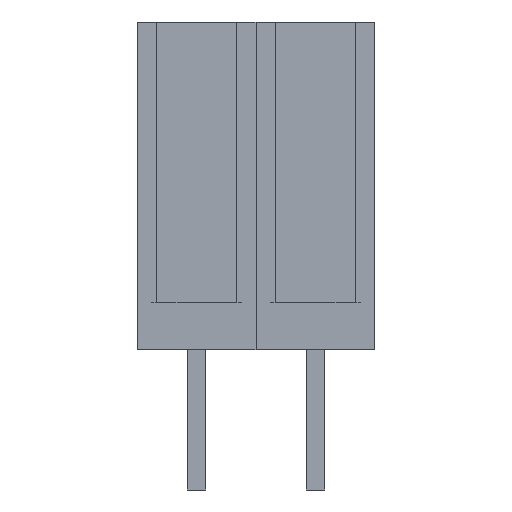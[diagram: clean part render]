
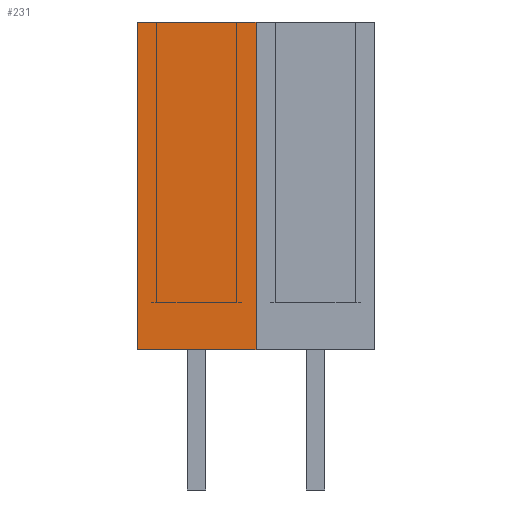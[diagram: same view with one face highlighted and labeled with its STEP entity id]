
A CAD part, front view. The second image highlights one B-rep face of the part: STEP entity #231.
In plain terms, the highlighted planar face has unit normal (0, -1, 0).
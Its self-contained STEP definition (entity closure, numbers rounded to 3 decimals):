
#13=DIRECTION('',(0.,0.,1.));
#14=DIRECTION('',(1.,0.,0.));
#207=EDGE_CURVE('',#208,#210,#212,.T.);
#208=VERTEX_POINT('',#209);
#209=CARTESIAN_POINT('',(-1.27,-1.271,0.));
#210=VERTEX_POINT('',#211);
#211=CARTESIAN_POINT('',(-1.27,-1.271,7.));
#212=LINE('',#209,#213);
#213=VECTOR('',#13,1.);
#220=DIRECTION('',(0.,1.,0.));
#231=ADVANCED_FACE('',(#232),#249,.F.);
#232=FACE_BOUND('',#233,.F.);
#233=EDGE_LOOP('',(#234,#240,#241,#246));
#234=ORIENTED_EDGE('',*,*,#235,.F.);
#235=EDGE_CURVE('',#208,#236,#238,.T.);
#236=VERTEX_POINT('',#237);
#237=CARTESIAN_POINT('',(1.27,-1.271,0.));
#238=LINE('',#209,#239);
#239=VECTOR('',#14,1.);
#240=ORIENTED_EDGE('',*,*,#207,.T.);
#241=ORIENTED_EDGE('',*,*,#242,.T.);
#242=EDGE_CURVE('',#210,#243,#245,.T.);
#243=VERTEX_POINT('',#244);
#244=CARTESIAN_POINT('',(1.27,-1.271,7.));
#245=LINE('',#211,#239);
#246=ORIENTED_EDGE('',*,*,#247,.F.);
#247=EDGE_CURVE('',#236,#243,#248,.T.);
#248=LINE('',#237,#213);
#249=PLANE('',#250);
#250=AXIS2_PLACEMENT_3D('',#209,#220,#13);
